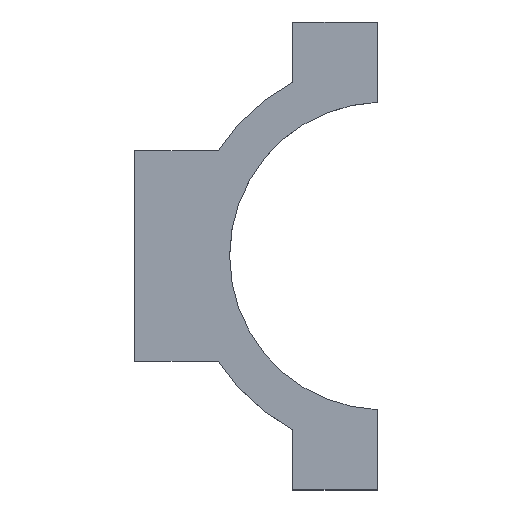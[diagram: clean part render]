
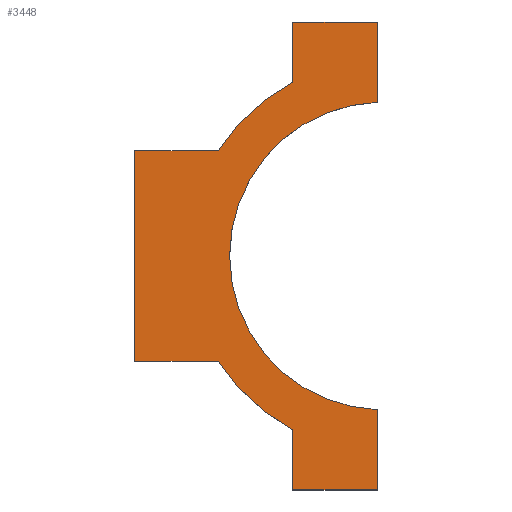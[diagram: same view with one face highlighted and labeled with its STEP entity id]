
A CAD part, top view. The second image highlights one B-rep face of the part: STEP entity #3448.
In plain terms, the highlighted planar face has unit normal (0, 0, 1).
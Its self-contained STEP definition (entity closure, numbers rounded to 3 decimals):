
#112 = VECTOR ( 'NONE', #6865, 1000. ) ;
#365 = EDGE_CURVE ( 'NONE', #8564, #1635, #4056, .T. ) ;
#373 = ORIENTED_EDGE ( 'NONE', *, *, #5166, .F. ) ;
#484 = ORIENTED_EDGE ( 'NONE', *, *, #11425, .F. ) ;
#616 = EDGE_CURVE ( 'NONE', #1350, #8564, #4570, .T. ) ;
#675 = EDGE_CURVE ( 'NONE', #2977, #4840, #4366, .T. ) ;
#720 = LINE ( 'NONE', #8728, #4560 ) ;
#808 = VERTEX_POINT ( 'NONE', #4567 ) ;
#896 = DIRECTION ( 'NONE',  ( 0., -1., 0. ) ) ;
#989 = DIRECTION ( 'NONE',  ( 0., 1., 0. ) ) ;
#994 = LINE ( 'NONE', #5945, #9178 ) ;
#1350 = VERTEX_POINT ( 'NONE', #5524 ) ;
#1383 = DIRECTION ( 'NONE',  ( 1., 0., 0. ) ) ;
#1635 = VERTEX_POINT ( 'NONE', #5255 ) ;
#1722 = ORIENTED_EDGE ( 'NONE', *, *, #10880, .T. ) ;
#1834 = CARTESIAN_POINT ( 'NONE',  ( -43., 0., 12.5 ) ) ;
#1858 = ORIENTED_EDGE ( 'NONE', *, *, #11682, .T. ) ;
#1975 = VECTOR ( 'NONE', #10970, 1000. ) ;
#2059 = CARTESIAN_POINT ( 'NONE',  ( -118., 50., 12.5 ) ) ;
#2275 = AXIS2_PLACEMENT_3D ( 'NONE', #12140, #11163, #1383 ) ;
#2314 = ORIENTED_EDGE ( 'NONE', *, *, #8731, .T. ) ;
#2626 = DIRECTION ( 'NONE',  ( 0., 0., 1. ) ) ;
#2682 = CARTESIAN_POINT ( 'NONE',  ( -43., 111., 12.5 ) ) ;
#2712 = EDGE_CURVE ( 'NONE', #5899, #10222, #12665, .T. ) ;
#2830 = EDGE_CURVE ( 'NONE', #808, #3666, #5578, .T. ) ;
#2872 = AXIS2_PLACEMENT_3D ( 'NONE', #9607, #2626, #6604 ) ;
#2894 = ORIENTED_EDGE ( 'NONE', *, *, #6735, .F. ) ;
#2977 = VERTEX_POINT ( 'NONE', #6866 ) ;
#3000 = CARTESIAN_POINT ( 'NONE',  ( 0., -111., 12.5 ) ) ;
#3089 = VERTEX_POINT ( 'NONE', #4782 ) ;
#3280 = CARTESIAN_POINT ( 'NONE',  ( 0., 0., 12.5 ) ) ;
#3298 = CIRCLE ( 'NONE', #6431, 73. ) ;
#3377 = DIRECTION ( 'NONE',  ( 0., 0., 1. ) ) ;
#3448 = ADVANCED_FACE ( 'NONE', ( #12855 ), #11755, .T. ) ;
#3541 = CARTESIAN_POINT ( 'NONE',  ( -78.416, -50., 12.5 ) ) ;
#3666 = VERTEX_POINT ( 'NONE', #6406 ) ;
#3776 = CARTESIAN_POINT ( 'NONE',  ( -3., 0., 12.5 ) ) ;
#4056 = LINE ( 'NONE', #8948, #112 ) ;
#4333 = ORIENTED_EDGE ( 'NONE', *, *, #2830, .F. ) ;
#4366 = LINE ( 'NONE', #8357, #8533 ) ;
#4560 = VECTOR ( 'NONE', #9836, 1000. ) ;
#4567 = CARTESIAN_POINT ( 'NONE',  ( -3., 72.938, 12.5 ) ) ;
#4570 = CIRCLE ( 'NONE', #2275, 93. ) ;
#4777 = CARTESIAN_POINT ( 'NONE',  ( -78.416, 50., 12.5 ) ) ;
#4782 = CARTESIAN_POINT ( 'NONE',  ( -43., -111., 12.5 ) ) ;
#4840 = VERTEX_POINT ( 'NONE', #6665 ) ;
#4920 = ORIENTED_EDGE ( 'NONE', *, *, #2712, .T. ) ;
#4986 = VERTEX_POINT ( 'NONE', #2682 ) ;
#5166 = EDGE_CURVE ( 'NONE', #2977, #3089, #8097, .T. ) ;
#5255 = CARTESIAN_POINT ( 'NONE',  ( -118., 50., 12.5 ) ) ;
#5524 = CARTESIAN_POINT ( 'NONE',  ( -43., 82.462, 12.5 ) ) ;
#5578 = CIRCLE ( 'NONE', #10590, 73. ) ;
#5899 = VERTEX_POINT ( 'NONE', #3541 ) ;
#5945 = CARTESIAN_POINT ( 'NONE',  ( 0., 111., 12.5 ) ) ;
#6006 = VERTEX_POINT ( 'NONE', #6225 ) ;
#6016 = VECTOR ( 'NONE', #989, 1000. ) ;
#6219 = CARTESIAN_POINT ( 'NONE',  ( -43., 0., 12.5 ) ) ;
#6225 = CARTESIAN_POINT ( 'NONE',  ( -118., -50., 12.5 ) ) ;
#6289 = DIRECTION ( 'NONE',  ( 1., 0., 0. ) ) ;
#6406 = CARTESIAN_POINT ( 'NONE',  ( -73., 0., 12.5 ) ) ;
#6431 = AXIS2_PLACEMENT_3D ( 'NONE', #11405, #3377, #7363 ) ;
#6604 = DIRECTION ( 'NONE',  ( 1., 0., 0. ) ) ;
#6665 = CARTESIAN_POINT ( 'NONE',  ( -3., -72.938, 12.5 ) ) ;
#6735 = EDGE_CURVE ( 'NONE', #11981, #808, #11806, .T. ) ;
#6736 = ORIENTED_EDGE ( 'NONE', *, *, #616, .T. ) ;
#6865 = DIRECTION ( 'NONE',  ( -1., 0., 0. ) ) ;
#6866 = CARTESIAN_POINT ( 'NONE',  ( -3., -111., 12.5 ) ) ;
#7012 = ORIENTED_EDGE ( 'NONE', *, *, #675, .T. ) ;
#7094 = CARTESIAN_POINT ( 'NONE',  ( -3., 111., 12.5 ) ) ;
#7111 = LINE ( 'NONE', #1834, #6016 ) ;
#7120 = DIRECTION ( 'NONE',  ( 0., 1., 0. ) ) ;
#7267 = DIRECTION ( 'NONE',  ( 0., 0., 1. ) ) ;
#7363 = DIRECTION ( 'NONE',  ( 1., 0., 0. ) ) ;
#7522 = ORIENTED_EDGE ( 'NONE', *, *, #12430, .F. ) ;
#7612 = ORIENTED_EDGE ( 'NONE', *, *, #365, .T. ) ;
#7695 = CARTESIAN_POINT ( 'NONE',  ( -43., -82.462, 12.5 ) ) ;
#7767 = VECTOR ( 'NONE', #896, 1000. ) ;
#8097 = LINE ( 'NONE', #3000, #1975 ) ;
#8357 = CARTESIAN_POINT ( 'NONE',  ( -3., 0., 12.5 ) ) ;
#8533 = VECTOR ( 'NONE', #7120, 1000. ) ;
#8564 = VERTEX_POINT ( 'NONE', #4777 ) ;
#8570 = CARTESIAN_POINT ( 'NONE',  ( 0., 0., 12.5 ) ) ;
#8697 = DIRECTION ( 'NONE',  ( 0., 0., 1. ) ) ;
#8728 = CARTESIAN_POINT ( 'NONE',  ( -118., -50., 12.5 ) ) ;
#8731 = EDGE_CURVE ( 'NONE', #11981, #4986, #994, .T. ) ;
#8948 = CARTESIAN_POINT ( 'NONE',  ( -78.416, 50., 12.5 ) ) ;
#9178 = VECTOR ( 'NONE', #9927, 1000. ) ;
#9607 = CARTESIAN_POINT ( 'NONE',  ( 0., 0., 12.5 ) ) ;
#9678 = EDGE_CURVE ( 'NONE', #4986, #1350, #11372, .T. ) ;
#9832 = EDGE_LOOP ( 'NONE', ( #2894, #2314, #10382, #6736, #7612, #1722, #1858, #4920, #7522, #373, #7012, #484, #4333 ) ) ;
#9836 = DIRECTION ( 'NONE',  ( 1., 0., 0. ) ) ;
#9927 = DIRECTION ( 'NONE',  ( -1., 0., 0. ) ) ;
#10164 = AXIS2_PLACEMENT_3D ( 'NONE', #3280, #7267, #6289 ) ;
#10222 = VERTEX_POINT ( 'NONE', #7695 ) ;
#10273 = DIRECTION ( 'NONE',  ( 0., -1., 0. ) ) ;
#10382 = ORIENTED_EDGE ( 'NONE', *, *, #9678, .T. ) ;
#10590 = AXIS2_PLACEMENT_3D ( 'NONE', #8570, #8697, #12548 ) ;
#10880 = EDGE_CURVE ( 'NONE', #1635, #6006, #11971, .T. ) ;
#10970 = DIRECTION ( 'NONE',  ( -1., 0., 0. ) ) ;
#11075 = VECTOR ( 'NONE', #12658, 1000. ) ;
#11163 = DIRECTION ( 'NONE',  ( 0., 0., 1. ) ) ;
#11372 = LINE ( 'NONE', #6219, #12754 ) ;
#11405 = CARTESIAN_POINT ( 'NONE',  ( 0., 0., 12.5 ) ) ;
#11425 = EDGE_CURVE ( 'NONE', #3666, #4840, #3298, .T. ) ;
#11682 = EDGE_CURVE ( 'NONE', #6006, #5899, #720, .T. ) ;
#11755 = PLANE ( 'NONE',  #2872 ) ;
#11806 = LINE ( 'NONE', #3776, #11075 ) ;
#11971 = LINE ( 'NONE', #2059, #7767 ) ;
#11981 = VERTEX_POINT ( 'NONE', #7094 ) ;
#12140 = CARTESIAN_POINT ( 'NONE',  ( 0., 0., 12.5 ) ) ;
#12430 = EDGE_CURVE ( 'NONE', #3089, #10222, #7111, .T. ) ;
#12548 = DIRECTION ( 'NONE',  ( 1., 0., 0. ) ) ;
#12658 = DIRECTION ( 'NONE',  ( 0., -1., 0. ) ) ;
#12665 = CIRCLE ( 'NONE', #10164, 93. ) ;
#12754 = VECTOR ( 'NONE', #10273, 1000. ) ;
#12855 = FACE_OUTER_BOUND ( 'NONE', #9832, .T. ) ;
